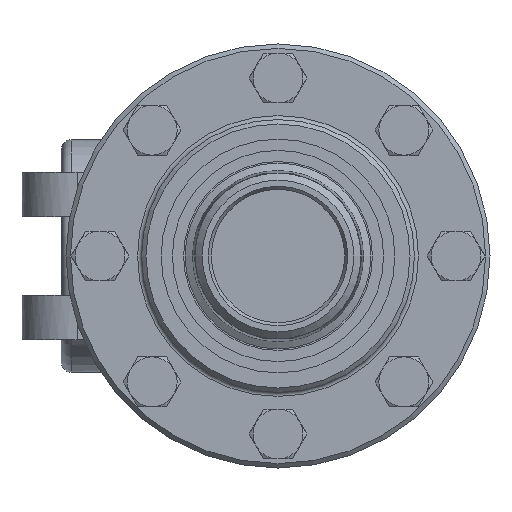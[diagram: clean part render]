
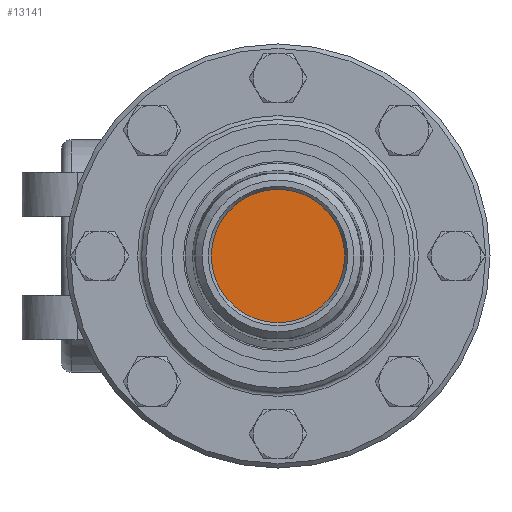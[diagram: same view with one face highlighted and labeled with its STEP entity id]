
A CAD part, left-side view. The second image highlights one B-rep face of the part: STEP entity #13141.
In plain terms, the highlighted planar face has unit normal (-1, 0, 0).
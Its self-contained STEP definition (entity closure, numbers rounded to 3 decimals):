
#1151=PLANE('',#14411);
#1965=FACE_OUTER_BOUND('',#2794,.T.);
#2794=EDGE_LOOP('',(#11769));
#4285=CIRCLE('',#13219,19.05);
#4938=VERTEX_POINT('',#17772);
#6185=EDGE_CURVE('',#4938,#4938,#4285,.T.);
#11769=ORIENTED_EDGE('',*,*,#6185,.F.);
#13141=ADVANCED_FACE('',(#1965),#1151,.T.);
#13219=AXIS2_PLACEMENT_3D('',#17774,#14525,#14526);
#14411=AXIS2_PLACEMENT_3D('',#62958,#17605,#17606);
#14525=DIRECTION('center_axis',(1.,0.,0.));
#14526=DIRECTION('ref_axis',(0.,1.,0.));
#17605=DIRECTION('center_axis',(-1.,0.,0.));
#17606=DIRECTION('ref_axis',(0.,0.,1.));
#17772=CARTESIAN_POINT('',(-32.131,-19.05,0.));
#17774=CARTESIAN_POINT('Origin',(-32.131,0.,0.));
#62958=CARTESIAN_POINT('Origin',(-32.131,0.,0.));
